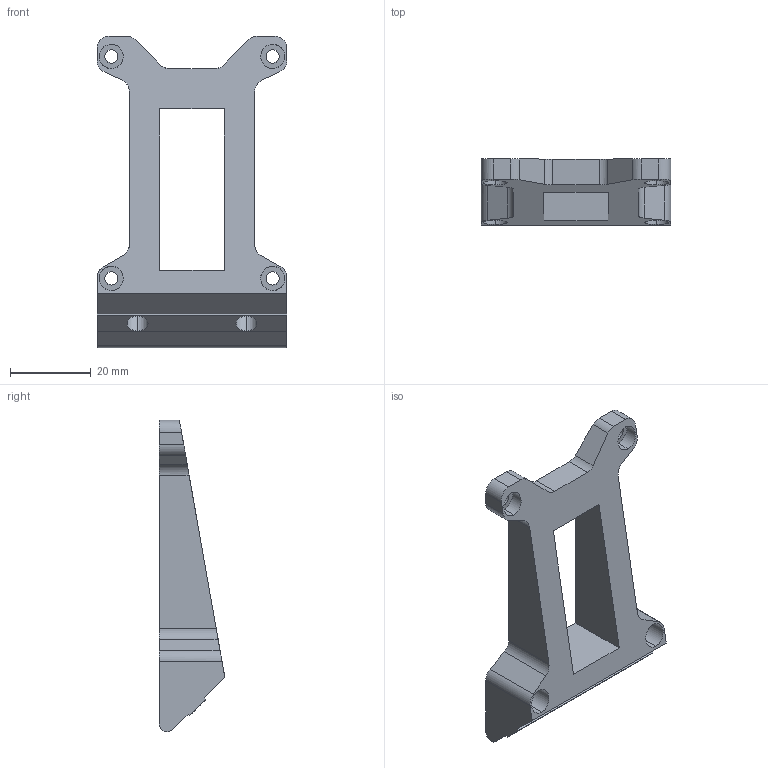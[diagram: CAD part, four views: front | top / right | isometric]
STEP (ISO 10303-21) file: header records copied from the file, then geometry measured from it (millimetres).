
FILE_DESCRIPTION (( 'STEP AP214' ), '1' );
FILE_NAME ('假蚾婓階窒盓殤-voron.STEP', '2025-07-11T06:42:50', ( '' ), ( '' ), 'SwSTEP 2.0', 'SolidWorks 2018', '' );
FILE_SCHEMA (( 'AUTOMOTIVE_DESIGN' ));
Length unit declared in the file: millimetre
Products named in the file (1): 假蚾婓階窒盓殤-voron
Bounding box: 47 x 16.26 x 77.17 mm (x, y, z)
Volume: 18368.7 mm3; surface area: 9245 mm2
Topology: 1 solids, 1 shells, 82 faces, 225 edges, 150 vertices
Faces by surface type: cylinder 41, plane 41
Entity records: 2665 total; most frequent: CARTESIAN_POINT 560, ORIENTED_EDGE 450, DIRECTION 411, EDGE_CURVE 225, VERTEX_POINT 150, VECTOR 137, LINE 137, AXIS2_PLACEMENT_3D 137
